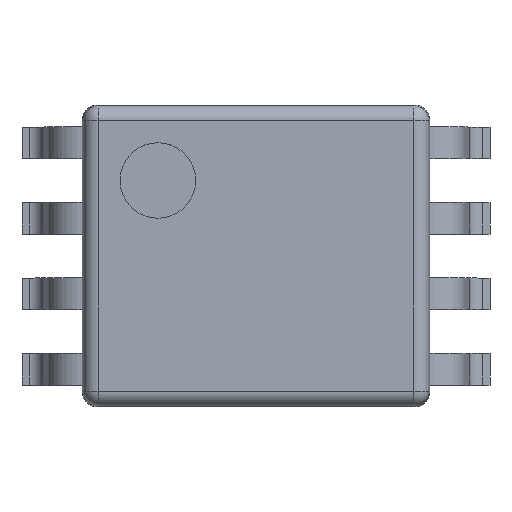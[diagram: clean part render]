
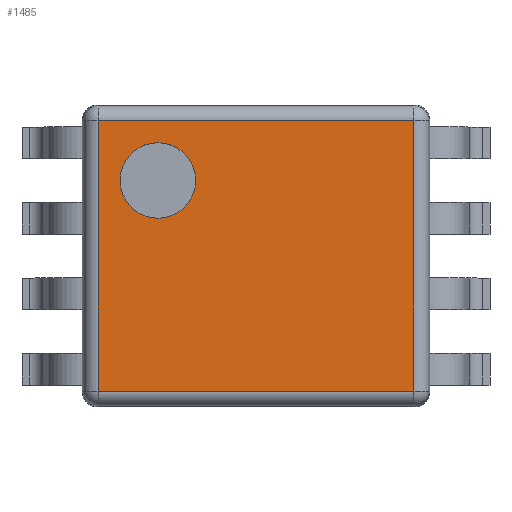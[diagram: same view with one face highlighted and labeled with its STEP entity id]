
A CAD part, top view. The second image highlights one B-rep face of the part: STEP entity #1485.
In plain terms, the highlighted face is planar.
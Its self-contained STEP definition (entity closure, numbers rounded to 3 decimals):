
#638=CARTESIAN_POINT('',(-0.65,0.15,-0.5));
#639=DIRECTION('',(0.,-1.,0.));
#640=DIRECTION('',(1.,0.,0.));
#641=AXIS2_PLACEMENT_3D('',#638,#639,#640);
#646=CARTESIAN_POINT('',(-0.65,0.15,-0.5));
#647=DIRECTION('',(0.,-1.,0.));
#648=DIRECTION('',(-1.,0.,0.));
#649=AXIS2_PLACEMENT_3D('',#646,#647,#648);
#654=DIRECTION('',(0.,0.,1.));
#655=VECTOR('',#654,1.79);
#656=CARTESIAN_POINT('',(-1.045,0.15,-0.895));
#657=LINE('',#656,#655);
#661=DIRECTION('',(-1.,0.,0.));
#662=VECTOR('',#661,2.09);
#663=CARTESIAN_POINT('',(1.045,0.15,-0.895));
#664=LINE('',#663,#662);
#668=DIRECTION('',(0.,0.,-1.));
#669=VECTOR('',#668,1.79);
#670=CARTESIAN_POINT('',(1.045,0.15,0.895));
#671=LINE('',#670,#669);
#675=DIRECTION('',(1.,0.,0.));
#676=VECTOR('',#675,2.09);
#677=CARTESIAN_POINT('',(-1.045,0.15,0.895));
#678=LINE('',#677,#676);
#849=CARTESIAN_POINT('',(-0.4,0.15,-0.5));
#850=CARTESIAN_POINT('',(-0.9,0.15,-0.5));
#851=VERTEX_POINT('',#849);
#852=VERTEX_POINT('',#850);
#865=CARTESIAN_POINT('',(-1.045,0.15,-0.895));
#866=CARTESIAN_POINT('',(-1.045,0.15,0.895));
#867=VERTEX_POINT('',#865);
#868=VERTEX_POINT('',#866);
#873=CARTESIAN_POINT('',(1.045,0.15,0.895));
#874=CARTESIAN_POINT('',(1.045,0.15,-0.895));
#875=VERTEX_POINT('',#873);
#876=VERTEX_POINT('',#874);
#1468=CARTESIAN_POINT('',(0.,0.15,0.));
#1469=DIRECTION('',(0.,1.,0.));
#1470=DIRECTION('',(1.,0.,0.));
#1471=AXIS2_PLACEMENT_3D('',#1468,#1469,#1470);
#1472=PLANE('',#1471);
#1473=ORIENTED_EDGE('',*,*,#1392,.F.);
#1474=ORIENTED_EDGE('',*,*,#1459,.F.);
#1475=ORIENTED_EDGE('',*,*,#1301,.F.);
#1476=ORIENTED_EDGE('',*,*,#1330,.F.);
#1477=EDGE_LOOP('',(#1473,#1474,#1475,#1476));
#1478=FACE_OUTER_BOUND('',#1477,.F.);
#1480=ORIENTED_EDGE('',*,*,#1479,.F.);
#1482=ORIENTED_EDGE('',*,*,#1481,.F.);
#1483=EDGE_LOOP('',(#1480,#1482));
#1484=FACE_BOUND('',#1483,.F.);
#642=CIRCLE('',#641,0.25);
#650=CIRCLE('',#649,0.25);
#1301=EDGE_CURVE('',#875,#876,#671,.T.);
#1330=EDGE_CURVE('',#868,#875,#678,.T.);
#1392=EDGE_CURVE('',#867,#868,#657,.T.);
#1459=EDGE_CURVE('',#876,#867,#664,.T.);
#1479=EDGE_CURVE('',#851,#852,#642,.T.);
#1481=EDGE_CURVE('',#852,#851,#650,.T.);
#1485=ADVANCED_FACE('',(#1478,#1484),#1472,.T.);
